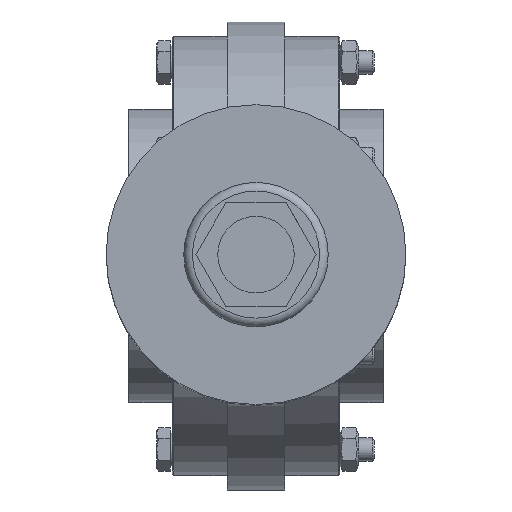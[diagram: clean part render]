
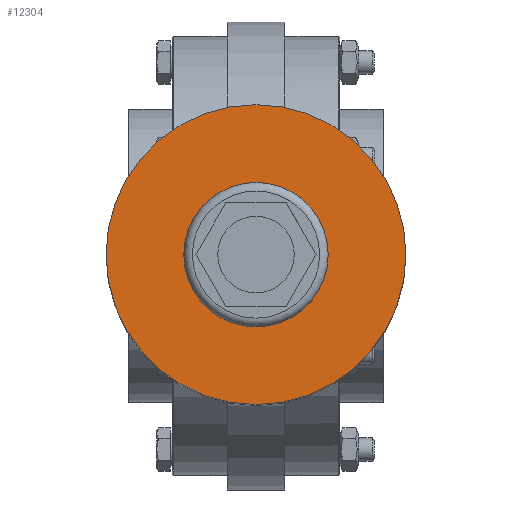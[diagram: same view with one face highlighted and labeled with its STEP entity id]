
A CAD part, top view. The second image highlights one B-rep face of the part: STEP entity #12304.
In plain terms, the highlighted planar face has unit normal (0, 0, 1).
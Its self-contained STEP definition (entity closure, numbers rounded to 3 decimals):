
#12277=CARTESIAN_POINT('',(0.,0.,272.));
#12278=DIRECTION('',(0.0,0.0,-1.0));
#12279=DIRECTION('',(1.0,0.0,0.0));
#12280=AXIS2_PLACEMENT_3D('',#12277,#12278,#12279);
#12281=PLANE('',#12280);
#12282=CARTESIAN_POINT('',(-51.9,0.,272.));
#12283=VERTEX_POINT('',#12282);
#12284=CARTESIAN_POINT('',(0.,0.,272.));
#12285=DIRECTION('',(0.0,0.0,-1.0));
#12286=DIRECTION('',(1.0,0.0,0.0));
#12287=AXIS2_PLACEMENT_3D('',#12284,#12285,#12286);
#12288=CIRCLE('',#12287,51.9);
#12289=EDGE_CURVE('',#12283,#12283,#12288,.T.);
#12290=ORIENTED_EDGE('',*,*,#12289,.F.);
#12291=EDGE_LOOP('',(#12290));
#12292=FACE_OUTER_BOUND('',#12291,.T.);
#12293=CARTESIAN_POINT('',(0.,-25.,272.));
#12294=VERTEX_POINT('',#12293);
#12295=CARTESIAN_POINT('',(0.,0.,272.));
#12296=DIRECTION('',(0.0,0.0,-1.0));
#12297=DIRECTION('',(0.0,-1.0,0.0));
#12298=AXIS2_PLACEMENT_3D('',#12295,#12296,#12297);
#12299=CIRCLE('',#12298,25.0);
#12300=EDGE_CURVE('',#12294,#12294,#12299,.T.);
#12301=ORIENTED_EDGE('',*,*,#12300,.T.);
#12302=EDGE_LOOP('',(#12301));
#12303=FACE_BOUND('',#12302,.T.);
#12304=ADVANCED_FACE('',(#12292,#12303),#12281,.F.);
